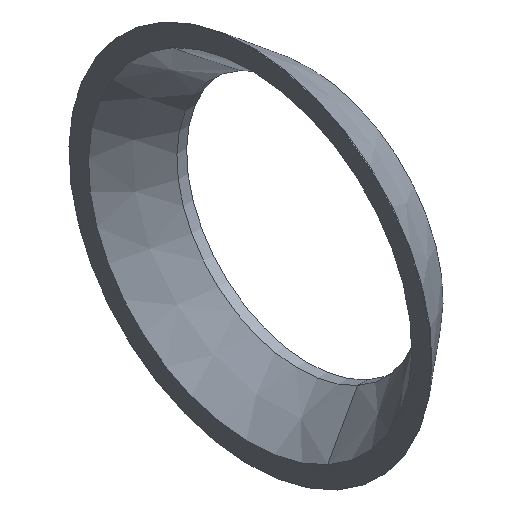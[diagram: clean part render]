
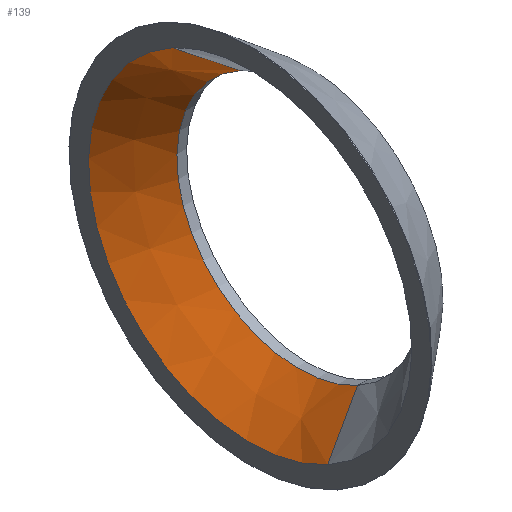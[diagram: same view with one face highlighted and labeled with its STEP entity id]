
A CAD part, isometric view. The second image highlights one B-rep face of the part: STEP entity #139.
In plain terms, the highlighted conical face has half-angle 39.007 degrees and reference radius 25 mm.
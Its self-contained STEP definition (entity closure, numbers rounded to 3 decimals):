
#70=CARTESIAN_POINT('Vertex',(-2.,11.986,21.94)) ;
#73=CARTESIAN_POINT('Axis2P3D Location',(-2.,0.,0.)) ;
#77=CARTESIAN_POINT('Vertex',(-2.,-11.986,-21.94)) ;
#109=CARTESIAN_POINT('Axis2P3D Location',(-2.,0.,0.)) ;
#114=CARTESIAN_POINT('Line Origine',(-7.,13.927,25.494)) ;
#118=CARTESIAN_POINT('Vertex',(-12.,15.869,29.048)) ;
#121=CARTESIAN_POINT('Axis2P3D Location',(-12.,0.,0.)) ;
#125=CARTESIAN_POINT('Vertex',(-12.,-15.869,-29.048)) ;
#128=CARTESIAN_POINT('Line Origine',(-7.,-13.927,-25.494)) ;
#74=DIRECTION('Axis2P3D Direction',(-1.,0.,0.)) ;
#110=DIRECTION('Axis2P3D Direction',(-1.,0.,0.)) ;
#111=DIRECTION('Axis2P3D XDirection',(0.,0.479,0.878)) ;
#115=DIRECTION('Vector Direction',(-0.777,0.302,0.552)) ;
#122=DIRECTION('Axis2P3D Direction',(-1.,0.,0.)) ;
#129=DIRECTION('Vector Direction',(-0.777,-0.302,-0.552)) ;
#75=AXIS2_PLACEMENT_3D('Circle Axis2P3D',#73,#74,$) ;
#112=AXIS2_PLACEMENT_3D('Cone Axis2P3D',#109,#110,#111) ;
#123=AXIS2_PLACEMENT_3D('Circle Axis2P3D',#121,#122,$) ;
#134=ORIENTED_EDGE('',*,*,#79,.F.) ;
#135=ORIENTED_EDGE('',*,*,#120,.T.) ;
#136=ORIENTED_EDGE('',*,*,#127,.T.) ;
#137=ORIENTED_EDGE('',*,*,#132,.F.) ;
#116=VECTOR('Line Direction',#115,1.) ;
#130=VECTOR('Line Direction',#129,1.) ;
#139=ADVANCED_FACE('Corps principal',(#138),#113,.F.) ;
#76=CIRCLE('generated circle',#75,25.) ;
#124=CIRCLE('generated circle',#123,33.1) ;
#113=CONICAL_SURFACE('Cone',#112,25.,0.681) ;
#79=EDGE_CURVE('',#71,#78,#76,.T.) ;
#120=EDGE_CURVE('',#71,#119,#117,.T.) ;
#127=EDGE_CURVE('',#119,#126,#124,.T.) ;
#132=EDGE_CURVE('',#78,#126,#131,.T.) ;
#133=EDGE_LOOP('',(#134,#135,#136,#137)) ;
#138=FACE_OUTER_BOUND('',#133,.T.) ;
#117=LINE('Line',#114,#116) ;
#131=LINE('Line',#128,#130) ;
#71=VERTEX_POINT('',#70) ;
#78=VERTEX_POINT('',#77) ;
#119=VERTEX_POINT('',#118) ;
#126=VERTEX_POINT('',#125) ;
